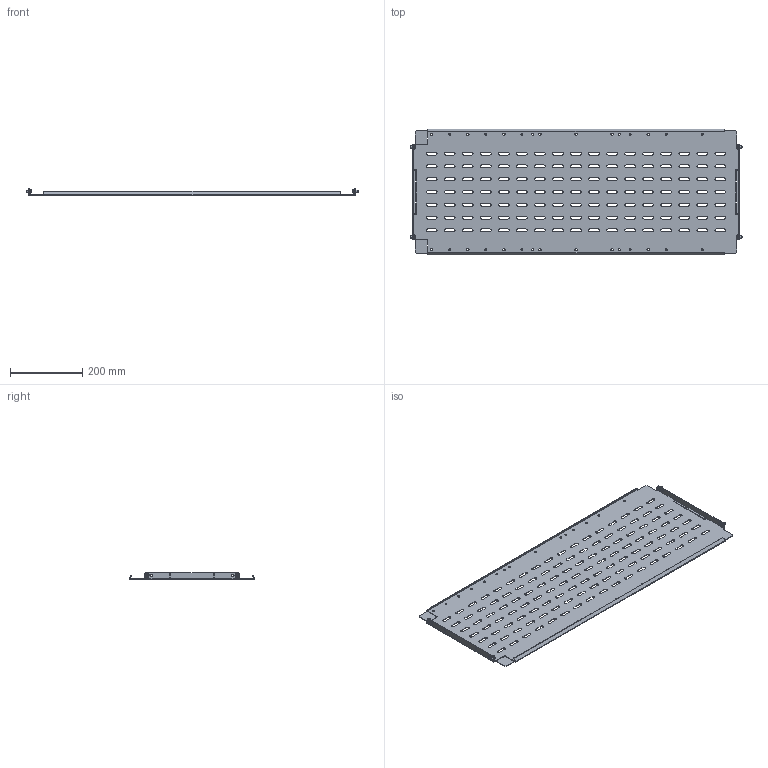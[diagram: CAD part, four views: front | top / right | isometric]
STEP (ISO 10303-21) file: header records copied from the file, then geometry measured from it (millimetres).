
FILE_DESCRIPTION (( 'STEP AP203' ), '1' );
FILE_NAME ('FO-00-SWV-035-100 FORMAT Ïåðåãîðîäêà ñåêöèîíèðîâàíèÿ âåðòèêàëüíàÿ 350õ1000 IEK.STEP', '2025-01-20T08:52:19', ( '' ), ( '' ), 'SwSTEP 2.0', 'SolidWorks 2022', '' );
FILE_SCHEMA (( 'CONFIG_CONTROL_DESIGN' ));
Length unit declared in the file: millimetre
Products named in the file (1): FO-00-SWV-035-100 FORMAT Перегородка секционирования вертикальная 350х1000 IEK
Bounding box: 920.9 x 348.93 x 17.5 mm (x, y, z)
Volume: 470234.4 mm3; surface area: 643395.7 mm2
Topology: 1 solids, 1 shells, 804 faces, 2350 edges, 1556 vertices
Faces by surface type: cylinder 390, plane 382, cone 16, torus 16
Entity records: 27591 total; most frequent: DIRECTION 4788, CARTESIAN_POINT 4711, ORIENTED_EDGE 4700, EDGE_CURVE 2350, AXIS2_PLACEMENT_3D 1633, VERTEX_POINT 1556, VECTOR 1522, LINE 1522
